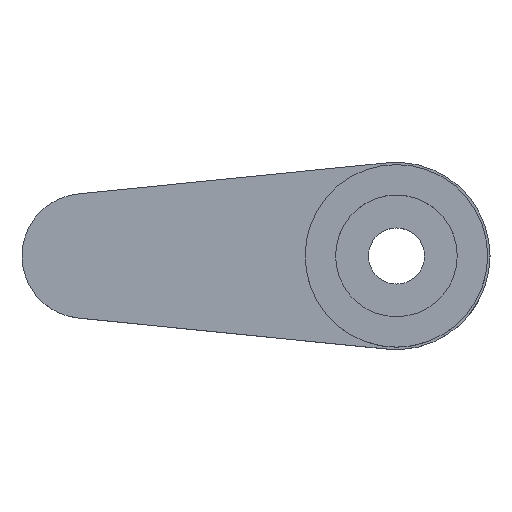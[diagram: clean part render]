
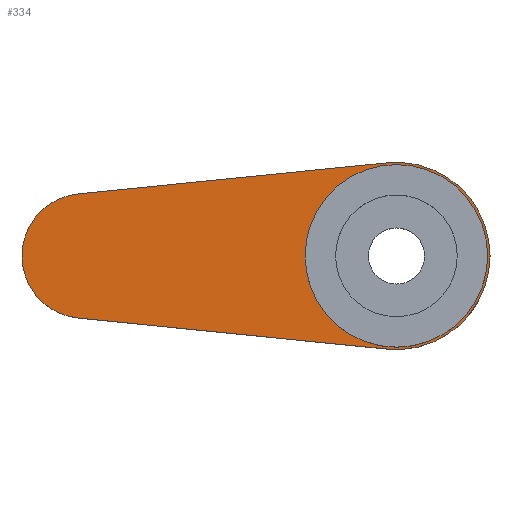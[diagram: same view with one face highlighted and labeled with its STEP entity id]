
A CAD part, top view. The second image highlights one B-rep face of the part: STEP entity #334.
In plain terms, the highlighted planar face has unit normal (0, 0, 1).
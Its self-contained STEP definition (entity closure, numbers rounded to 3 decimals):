
#2 = VERTEX_POINT ( 'NONE', #242 ) ;
#9 = AXIS2_PLACEMENT_3D ( 'NONE', #52, #426, #126 ) ;
#14 = EDGE_LOOP ( 'NONE', ( #429, #279 ) ) ;
#15 = DIRECTION ( 'NONE',  ( 1., 0., 0. ) ) ;
#40 = DIRECTION ( 'NONE',  ( 1., 0., 0. ) ) ;
#52 = CARTESIAN_POINT ( 'NONE',  ( 5.023, 0., 1.5 ) ) ;
#53 = CARTESIAN_POINT ( 'NONE',  ( 2.098, 0., 1.5 ) ) ;
#56 = VERTEX_POINT ( 'NONE', #53 ) ;
#72 = DIRECTION ( 'NONE',  ( 0.995, -0.1, 0. ) ) ;
#87 = VERTEX_POINT ( 'NONE', #292 ) ;
#100 = EDGE_CURVE ( 'NONE', #344, #171, #219, .T. ) ;
#107 = CARTESIAN_POINT ( 'NONE',  ( -5.177, 1.99, 1.5 ) ) ;
#117 = EDGE_CURVE ( 'NONE', #361, #2, #452, .T. ) ;
#121 = DIRECTION ( 'NONE',  ( 1., 0., 0. ) ) ;
#126 = DIRECTION ( 'NONE',  ( 1., 0., 0. ) ) ;
#129 = CARTESIAN_POINT ( 'NONE',  ( 5.023, 0., 1.5 ) ) ;
#138 = DIRECTION ( 'NONE',  ( 1., 0., 0. ) ) ;
#140 = DIRECTION ( 'NONE',  ( -0.995, -0.1, 0. ) ) ;
#146 = CARTESIAN_POINT ( 'NONE',  ( 5.023, 0., 1.5 ) ) ;
#158 = CARTESIAN_POINT ( 'NONE',  ( -4.977, 0., 1.5 ) ) ;
#170 = EDGE_CURVE ( 'NONE', #87, #361, #404, .T. ) ;
#171 = VERTEX_POINT ( 'NONE', #389 ) ;
#181 = DIRECTION ( 'NONE',  ( 0., 0., 1. ) ) ;
#185 = AXIS2_PLACEMENT_3D ( 'NONE', #468, #181, #138 ) ;
#188 = AXIS2_PLACEMENT_3D ( 'NONE', #129, #423, #15 ) ;
#192 = DIRECTION ( 'NONE',  ( 0., 0., 1. ) ) ;
#195 = EDGE_LOOP ( 'NONE', ( #415, #414, #297, #421, #347 ) ) ;
#197 = CARTESIAN_POINT ( 'NONE',  ( -5.177, -1.99, 1.5 ) ) ;
#199 = PLANE ( 'NONE',  #471 ) ;
#209 = CARTESIAN_POINT ( 'NONE',  ( 7.948, 0., 1.5 ) ) ;
#219 = LINE ( 'NONE', #403, #313 ) ;
#239 = DIRECTION ( 'NONE',  ( 1., 0., 0. ) ) ;
#242 = CARTESIAN_POINT ( 'NONE',  ( -6.977, 0., 1.5 ) ) ;
#248 = FACE_BOUND ( 'NONE', #14, .T. ) ;
#254 = VECTOR ( 'NONE', #140, 1000. ) ;
#256 = CIRCLE ( 'NONE', #9, 2.925 ) ;
#277 = AXIS2_PLACEMENT_3D ( 'NONE', #146, #192, #239 ) ;
#279 = ORIENTED_EDGE ( 'NONE', *, *, #291, .F. ) ;
#284 = CIRCLE ( 'NONE', #188, 3. ) ;
#289 = CIRCLE ( 'NONE', #277, 2.925 ) ;
#291 = EDGE_CURVE ( 'NONE', #387, #56, #289, .T. ) ;
#292 = CARTESIAN_POINT ( 'NONE',  ( 4.723, 2.985, 1.5 ) ) ;
#297 = ORIENTED_EDGE ( 'NONE', *, *, #100, .T. ) ;
#300 = FACE_OUTER_BOUND ( 'NONE', #195, .T. ) ;
#303 = DIRECTION ( 'NONE',  ( 0., 0., 1. ) ) ;
#313 = VECTOR ( 'NONE', #72, 1000. ) ;
#330 = EDGE_CURVE ( 'NONE', #2, #344, #434, .T. ) ;
#334 = ADVANCED_FACE ( 'NONE', ( #300, #248 ), #199, .T. ) ;
#342 = CARTESIAN_POINT ( 'NONE',  ( -5.177, 1.99, 1.5 ) ) ;
#344 = VERTEX_POINT ( 'NONE', #197 ) ;
#347 = ORIENTED_EDGE ( 'NONE', *, *, #170, .T. ) ;
#361 = VERTEX_POINT ( 'NONE', #342 ) ;
#366 = CARTESIAN_POINT ( 'NONE',  ( -4.977, 0., 1.5 ) ) ;
#371 = EDGE_CURVE ( 'NONE', #171, #87, #284, .T. ) ;
#387 = VERTEX_POINT ( 'NONE', #209 ) ;
#389 = CARTESIAN_POINT ( 'NONE',  ( 4.723, -2.985, 1.5 ) ) ;
#403 = CARTESIAN_POINT ( 'NONE',  ( -5.177, -1.99, 1.5 ) ) ;
#404 = LINE ( 'NONE', #107, #254 ) ;
#408 = AXIS2_PLACEMENT_3D ( 'NONE', #158, #411, #40 ) ;
#411 = DIRECTION ( 'NONE',  ( 0., 0., 1. ) ) ;
#414 = ORIENTED_EDGE ( 'NONE', *, *, #330, .T. ) ;
#415 = ORIENTED_EDGE ( 'NONE', *, *, #117, .T. ) ;
#421 = ORIENTED_EDGE ( 'NONE', *, *, #371, .T. ) ;
#423 = DIRECTION ( 'NONE',  ( 0., 0., 1. ) ) ;
#426 = DIRECTION ( 'NONE',  ( 0., 0., 1. ) ) ;
#427 = EDGE_CURVE ( 'NONE', #56, #387, #256, .T. ) ;
#429 = ORIENTED_EDGE ( 'NONE', *, *, #427, .F. ) ;
#434 = CIRCLE ( 'NONE', #408, 2. ) ;
#452 = CIRCLE ( 'NONE', #185, 2. ) ;
#468 = CARTESIAN_POINT ( 'NONE',  ( -4.977, 0., 1.5 ) ) ;
#471 = AXIS2_PLACEMENT_3D ( 'NONE', #366, #303, #121 ) ;
